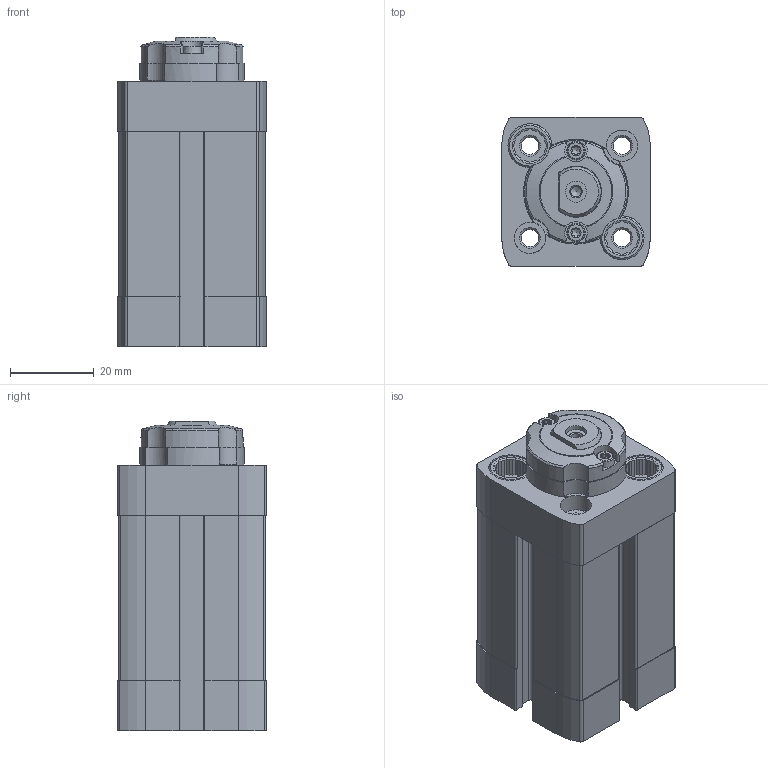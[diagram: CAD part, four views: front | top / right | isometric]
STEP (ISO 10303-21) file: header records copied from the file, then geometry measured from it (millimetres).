
FILE_DESCRIPTION(/* description */ ('STEP AP214'),/* implementation_level */ '2;1');
FILE_NAME(/* name */ '576090_DFSP-Q-20-10-DF-PA',/* time_stamp */ '2024-08-15T22:45:38+02:00',/* author */ ('License CC BY-ND 4.0'),/* organization */ ('CADENAS'),/* preprocessor_version */ 'ST-DEVELOPER v19.3',/* originating_system */ 'PARTsolutions',/* authorisation */ ' ');
FILE_SCHEMA (('AUTOMOTIVE_DESIGN {1 0 10303 214 3 1 1}'));
Length unit declared in the file: millimetre
Products named in the file (5): 576090 DFSP-Q-20-10-DF-PA---(0); 575167 DFSP-Q-20-10_g; 575167 DFSP-Q-20-10-F_ks; 575167 DFSP-20_r; ISO 14580 M2.5x6
Assembly tree (5 placements, depth 2):
  576090 DFSP-Q-20-10-DF-PA---(0)
    575167 DFSP-Q-20-10_g
    575167 DFSP-Q-20-10-F_ks
    575167 DFSP-20_r
    ISO 14580 M2.5x6  x2
Bounding box: 35.5 x 35.5 x 74 mm (x, y, z)
Volume: 66999.5 mm3; surface area: 25386.6 mm2
Topology: 5 solids, 5 shells, 434 faces, 1155 edges, 758 vertices
Faces by surface type: cylinder 187, plane 186, cone 47, torus 12, sphere 2
Full cylindrical faces by diameter (mm): 2.013 x4, 2.224 x2, 2.459 x1, 2.5 x2, 2.65 x2, 4.134 x10, 5 x1, 6.134 x4, 7.5 x2, 9 x3, 10.5 x4, 12 x2, 20 x2
Entity records: 12560 total; most frequent: CARTESIAN_POINT 2606, DIRECTION 2031, ORIENTED_EDGE 1992, EDGE_CURVE 996, AXIS2_PLACEMENT_3D 781, VERTEX_POINT 700, FACE_BOUND 522, EDGE_LOOP 516
